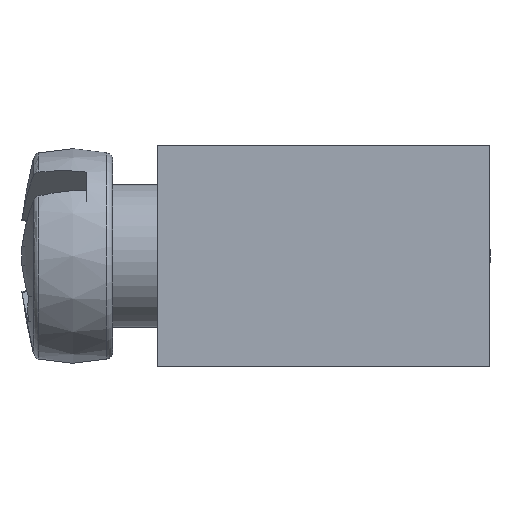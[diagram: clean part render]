
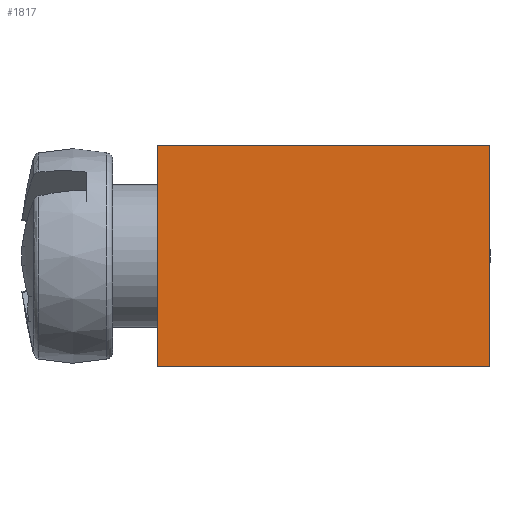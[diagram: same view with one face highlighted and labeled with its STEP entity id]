
A CAD part, left-side view. The second image highlights one B-rep face of the part: STEP entity #1817.
In plain terms, the highlighted planar face has unit normal (-1, 0, 0).
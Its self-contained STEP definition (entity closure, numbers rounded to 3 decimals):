
#103=LINE('',#2916,#137);
#105=LINE('',#2959,#139);
#110=LINE('',#3548,#144);
#111=LINE('',#3550,#145);
#137=VECTOR('',#2142,9.);
#139=VECTOR('',#2184,9.);
#144=VECTOR('',#2453,6.);
#145=VECTOR('',#2456,6.);
#172=PLANE('',#2019);
#585=FACE_OUTER_BOUND('',#820,.T.);
#820=EDGE_LOOP('',(#1466,#1467,#1468,#1469));
#914=VERTEX_POINT('',#2909);
#917=VERTEX_POINT('',#2914);
#937=VERTEX_POINT('',#2956);
#938=VERTEX_POINT('',#2958);
#1080=EDGE_CURVE('',#917,#914,#103,.T.);
#1100=EDGE_CURVE('',#937,#938,#105,.T.);
#1182=EDGE_CURVE('',#938,#917,#110,.T.);
#1183=EDGE_CURVE('',#914,#937,#111,.T.);
#1466=ORIENTED_EDGE('',*,*,#1182,.F.);
#1467=ORIENTED_EDGE('',*,*,#1100,.F.);
#1468=ORIENTED_EDGE('',*,*,#1183,.F.);
#1469=ORIENTED_EDGE('',*,*,#1080,.F.);
#1817=ADVANCED_FACE('',(#585),#172,.T.);
#2019=AXIS2_PLACEMENT_3D('',#3549,#2454,#2455);
#2142=DIRECTION('',(0.,1.,0.));
#2184=DIRECTION('',(0.,-1.,0.));
#2453=DIRECTION('',(0.,0.,-1.));
#2454=DIRECTION('center_axis',(-1.,0.,0.));
#2455=DIRECTION('ref_axis',(0.,-1.,0.));
#2456=DIRECTION('',(0.,0.,1.));
#2909=CARTESIAN_POINT('',(-63.,4.5,-3.));
#2914=CARTESIAN_POINT('',(-63.,-4.5,-3.));
#2916=CARTESIAN_POINT('',(-63.,-4.5,-3.));
#2956=CARTESIAN_POINT('',(-63.,4.5,3.));
#2958=CARTESIAN_POINT('',(-63.,-4.5,3.));
#2959=CARTESIAN_POINT('',(-63.,-4.5,3.));
#3548=CARTESIAN_POINT('',(-63.,-4.5,0.));
#3549=CARTESIAN_POINT('Origin',(-63.,4.5,0.));
#3550=CARTESIAN_POINT('',(-63.,4.5,0.));
